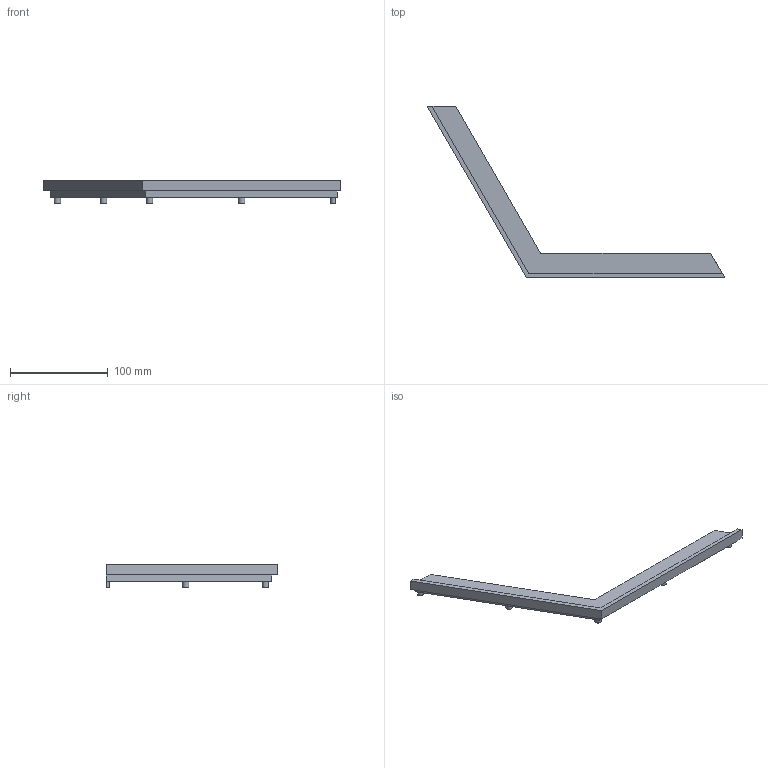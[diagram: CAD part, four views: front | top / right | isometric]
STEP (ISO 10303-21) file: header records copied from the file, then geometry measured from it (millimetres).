
FILE_DESCRIPTION(/* description */ ('STEP AP242','CAx-IF Rec.Pracs.---Representation and Presentation of Product Manufacturing Information (PMI)---4.0---2014-10-13','CAx-IF Rec.Pracs.---3D Tessellated Geometry---0.4---2014-09-14','2;1'),/* implementation_level */ '2;1');
FILE_NAME(/* name */ '617e28ea36aced728cd46404',/* time_stamp */ '2021-10-31T05:26:02+00:00',/* author */ (''),/* organization */ (''),/* preprocessor_version */ 'ST-DEVELOPER v18.1',/* originating_system */ ' ',/* authorisation */ ' ');
FILE_SCHEMA (('AP242_MANAGED_MODEL_BASED_3D_ENGINEERING_MIM_LF { 1 0 10303 442 1 1 4 }'));
Length unit declared in the file: metre
Products named in the file (1): Part 1
Bounding box: 304.8 x 175.98 x 23.28 mm (x, y, z)
Volume: 82551.7 mm3; surface area: 33319.7 mm2
Topology: 1 solids, 1 shells, 27 faces, 66 edges, 44 vertices
Faces by surface type: plane 22, cylinder 5
Full cylindrical faces by diameter (mm): 6.35 x3
Entity records: 797 total; most frequent: CARTESIAN_POINT 135, DIRECTION 129, ORIENTED_EDGE 126, EDGE_CURVE 63, LINE 53, VECTOR 53, VERTEX_POINT 44, AXIS2_PLACEMENT_3D 38
